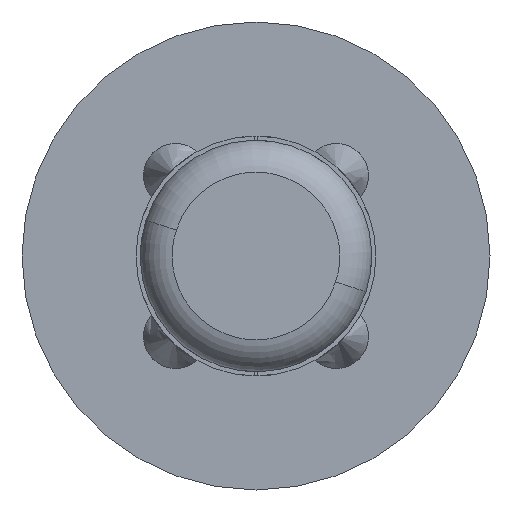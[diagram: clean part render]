
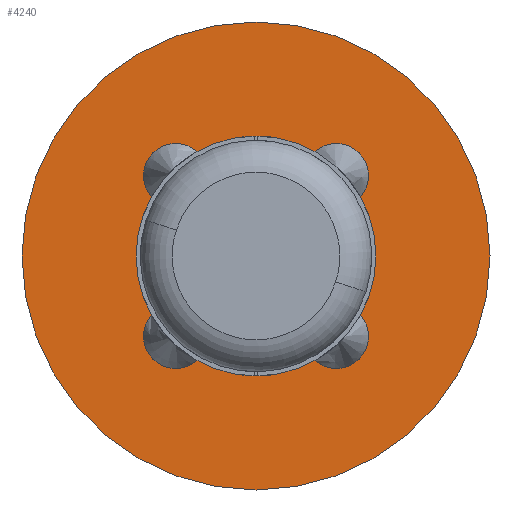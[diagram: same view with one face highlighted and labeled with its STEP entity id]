
A CAD part, left-side view. The second image highlights one B-rep face of the part: STEP entity #4240.
In plain terms, the highlighted planar face has unit normal (-1, 0, 0).
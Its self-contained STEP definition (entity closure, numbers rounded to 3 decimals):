
#673 = CARTESIAN_POINT ( 'NONE',  ( 31.5, 0., 6. ) ) ;
#1141 = CARTESIAN_POINT ( 'NONE',  ( 31.5, 0., -6. ) ) ;
#1520 = EDGE_LOOP ( 'NONE', ( #14045, #13851 ) ) ;
#1626 = AXIS2_PLACEMENT_3D ( 'NONE', #9275, #5064, #10541 ) ;
#1817 = VERTEX_POINT ( 'NONE', #9063 ) ;
#2299 = AXIS2_PLACEMENT_3D ( 'NONE', #12364, #16250, #5558 ) ;
#3308 = AXIS2_PLACEMENT_3D ( 'NONE', #16079, #5208, #9240 ) ;
#3650 = AXIS2_PLACEMENT_3D ( 'NONE', #10086, #7898, #14554 ) ;
#3748 = PLANE ( 'NONE',  #2299 ) ;
#3812 = DIRECTION ( 'NONE',  ( 0., 0., -1. ) ) ;
#4240 = ADVANCED_FACE ( 'NONE', ( #14367, #15982 ), #3748, .F. ) ;
#4455 = AXIS2_PLACEMENT_3D ( 'NONE', #9290, #14693, #3812 ) ;
#5064 = DIRECTION ( 'NONE',  ( 1., 0., 0. ) ) ;
#5208 = DIRECTION ( 'NONE',  ( 1., 0., 0. ) ) ;
#5558 = DIRECTION ( 'NONE',  ( 0., 0., -1. ) ) ;
#6898 = EDGE_CURVE ( 'NONE', #17548, #7037, #17104, .T. ) ;
#7037 = VERTEX_POINT ( 'NONE', #1141 ) ;
#7339 = CIRCLE ( 'NONE', #4455, 12. ) ;
#7898 = DIRECTION ( 'NONE',  ( 1., 0., 0. ) ) ;
#9063 = CARTESIAN_POINT ( 'NONE',  ( 31.5, 0., 12. ) ) ;
#9240 = DIRECTION ( 'NONE',  ( 0., 0., -1. ) ) ;
#9275 = CARTESIAN_POINT ( 'NONE',  ( 31.5, 0., 0. ) ) ;
#9290 = CARTESIAN_POINT ( 'NONE',  ( 31.5, 0., 0. ) ) ;
#9388 = CIRCLE ( 'NONE', #1626, 6. ) ;
#9987 = VERTEX_POINT ( 'NONE', #14300 ) ;
#10086 = CARTESIAN_POINT ( 'NONE',  ( 31.5, 0., 0. ) ) ;
#10541 = DIRECTION ( 'NONE',  ( 0., 0., -1. ) ) ;
#11683 = CIRCLE ( 'NONE', #3650, 12. ) ;
#12364 = CARTESIAN_POINT ( 'NONE',  ( 31.5, 0., 0. ) ) ;
#13851 = ORIENTED_EDGE ( 'NONE', *, *, #6898, .T. ) ;
#14009 = ORIENTED_EDGE ( 'NONE', *, *, #17516, .F. ) ;
#14023 = EDGE_CURVE ( 'NONE', #7037, #17548, #9388, .T. ) ;
#14045 = ORIENTED_EDGE ( 'NONE', *, *, #14023, .T. ) ;
#14300 = CARTESIAN_POINT ( 'NONE',  ( 31.5, 0., -12. ) ) ;
#14367 = FACE_OUTER_BOUND ( 'NONE', #14751, .T. ) ;
#14554 = DIRECTION ( 'NONE',  ( 0., 0., -1. ) ) ;
#14693 = DIRECTION ( 'NONE',  ( 1., 0., 0. ) ) ;
#14751 = EDGE_LOOP ( 'NONE', ( #14009, #15827 ) ) ;
#15366 = EDGE_CURVE ( 'NONE', #9987, #1817, #11683, .T. ) ;
#15827 = ORIENTED_EDGE ( 'NONE', *, *, #15366, .F. ) ;
#15982 = FACE_BOUND ( 'NONE', #1520, .T. ) ;
#16079 = CARTESIAN_POINT ( 'NONE',  ( 31.5, 0., 0. ) ) ;
#16250 = DIRECTION ( 'NONE',  ( 1., 0., 0. ) ) ;
#17104 = CIRCLE ( 'NONE', #3308, 6. ) ;
#17516 = EDGE_CURVE ( 'NONE', #1817, #9987, #7339, .T. ) ;
#17548 = VERTEX_POINT ( 'NONE', #673 ) ;
